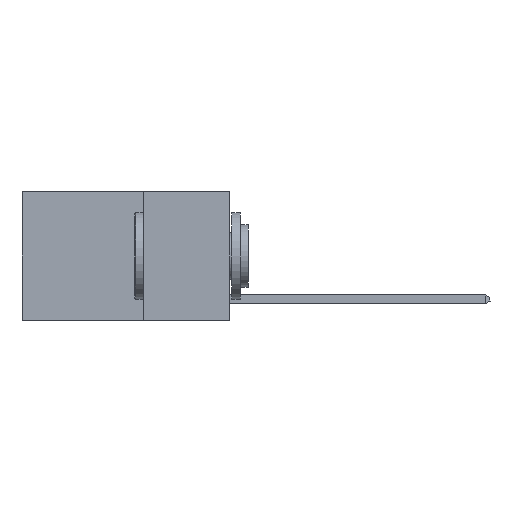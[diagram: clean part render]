
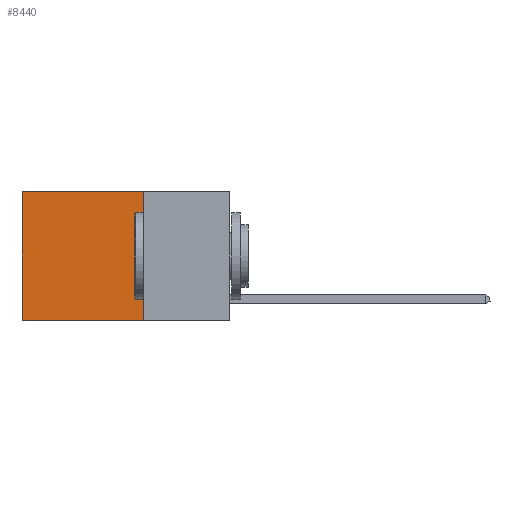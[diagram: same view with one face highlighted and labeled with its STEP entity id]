
A CAD part, left-side view. The second image highlights one B-rep face of the part: STEP entity #8440.
In plain terms, the highlighted planar face has unit normal (-1, 0, 0).
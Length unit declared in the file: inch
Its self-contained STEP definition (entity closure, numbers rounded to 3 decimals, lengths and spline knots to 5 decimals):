
#405 = CARTESIAN_POINT ( 'NONE',  ( 0.2625, 0.25, -0.37 ) ) ;
#1540 = DIRECTION ( 'NONE',  ( 0., 0., -1. ) ) ;
#2499 = VERTEX_POINT ( 'NONE', #13634 ) ;
#3031 = VERTEX_POINT ( 'NONE', #28789 ) ;
#3287 = VERTEX_POINT ( 'NONE', #6793 ) ;
#5108 = LINE ( 'NONE', #18614, #28485 ) ;
#5416 = VECTOR ( 'NONE', #27387, 39.37008 ) ;
#6793 = CARTESIAN_POINT ( 'NONE',  ( 0.2625, 0.25, 0. ) ) ;
#7124 = VECTOR ( 'NONE', #27457, 39.37008 ) ;
#8440 = ADVANCED_FACE ( 'NONE', ( #14008 ), #10535, .F. ) ;
#10535 = PLANE ( 'NONE',  #11030 ) ;
#11030 = AXIS2_PLACEMENT_3D ( 'NONE', #26393, #15205, #1540 ) ;
#11157 = ORIENTED_EDGE ( 'NONE', *, *, #23984, .F. ) ;
#11546 = LINE ( 'NONE', #25205, #5416 ) ;
#11708 = CARTESIAN_POINT ( 'NONE',  ( 0.2625, 0.25, 0. ) ) ;
#11743 = DIRECTION ( 'NONE',  ( 0., 0., -1. ) ) ;
#12015 = VERTEX_POINT ( 'NONE', #23795 ) ;
#13328 = LINE ( 'NONE', #405, #7124 ) ;
#13634 = CARTESIAN_POINT ( 'NONE',  ( 0.2625, 0.6, -0.37 ) ) ;
#14008 = FACE_OUTER_BOUND ( 'NONE', #20142, .T. ) ;
#14030 = DIRECTION ( 'NONE',  ( 0., 0., -1. ) ) ;
#15205 = DIRECTION ( 'NONE',  ( 1., 0., 0. ) ) ;
#18285 = ORIENTED_EDGE ( 'NONE', *, *, #22453, .T. ) ;
#18614 = CARTESIAN_POINT ( 'NONE',  ( 0.2625, 0.6, 0. ) ) ;
#20142 = EDGE_LOOP ( 'NONE', ( #18285, #11157, #26112, #25203 ) ) ;
#20595 = VECTOR ( 'NONE', #14030, 39.37008 ) ;
#21781 = EDGE_CURVE ( 'NONE', #3287, #12015, #26452, .T. ) ;
#22439 = EDGE_CURVE ( 'NONE', #3287, #3031, #11546, .T. ) ;
#22453 = EDGE_CURVE ( 'NONE', #3031, #2499, #5108, .T. ) ;
#23795 = CARTESIAN_POINT ( 'NONE',  ( 0.2625, 0.25, -0.37 ) ) ;
#23984 = EDGE_CURVE ( 'NONE', #12015, #2499, #13328, .T. ) ;
#25203 = ORIENTED_EDGE ( 'NONE', *, *, #22439, .T. ) ;
#25205 = CARTESIAN_POINT ( 'NONE',  ( 0.2625, 0.25, 0. ) ) ;
#26112 = ORIENTED_EDGE ( 'NONE', *, *, #21781, .F. ) ;
#26393 = CARTESIAN_POINT ( 'NONE',  ( 0.2625, 0.25, 0. ) ) ;
#26452 = LINE ( 'NONE', #11708, #20595 ) ;
#27387 = DIRECTION ( 'NONE',  ( 0., 1., 0. ) ) ;
#27457 = DIRECTION ( 'NONE',  ( 0., 1., 0. ) ) ;
#28485 = VECTOR ( 'NONE', #11743, 39.37008 ) ;
#28789 = CARTESIAN_POINT ( 'NONE',  ( 0.2625, 0.6, 0. ) ) ;
